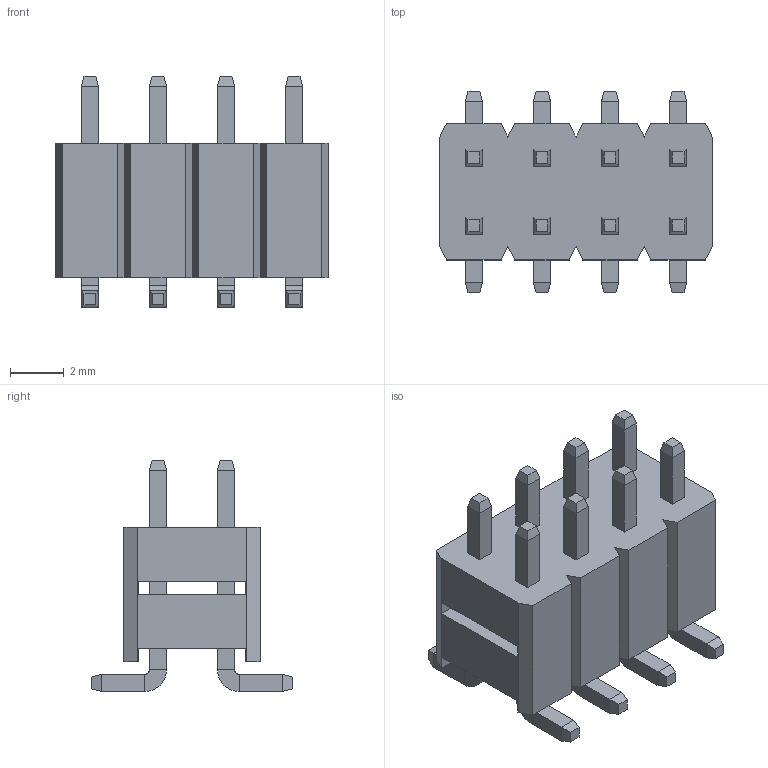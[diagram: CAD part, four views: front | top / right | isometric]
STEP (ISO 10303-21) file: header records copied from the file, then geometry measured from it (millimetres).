
FILE_DESCRIPTION (( 'STEP AP214' ), '1' );
FILE_NAME ('FPH25473-D08S1014050905M-REF.STEP', '2024-08-02T06:19:06', ( '' ), ( '' ), 'SwSTEP 2.0', 'SolidWorks 2021', '' );
FILE_SCHEMA (( 'AUTOMOTIVE_DESIGN' ));
Length unit declared in the file: millimetre
Products named in the file (1): FPH25473-D08S1014050905M-REF
Bounding box: 10.16 x 7.5 x 8.62 mm (x, y, z)
Volume: 233.3 mm3; surface area: 484.5 mm2
Topology: 1 solids, 1 shells, 276 faces, 646 edges, 388 vertices
Faces by surface type: plane 260, cylinder 16
Entity records: 7648 total; most frequent: CARTESIAN_POINT 1311, ORIENTED_EDGE 1292, DIRECTION 1232, EDGE_CURVE 646, VECTOR 614, LINE 614, VERTEX_POINT 388, EDGE_LOOP 310
